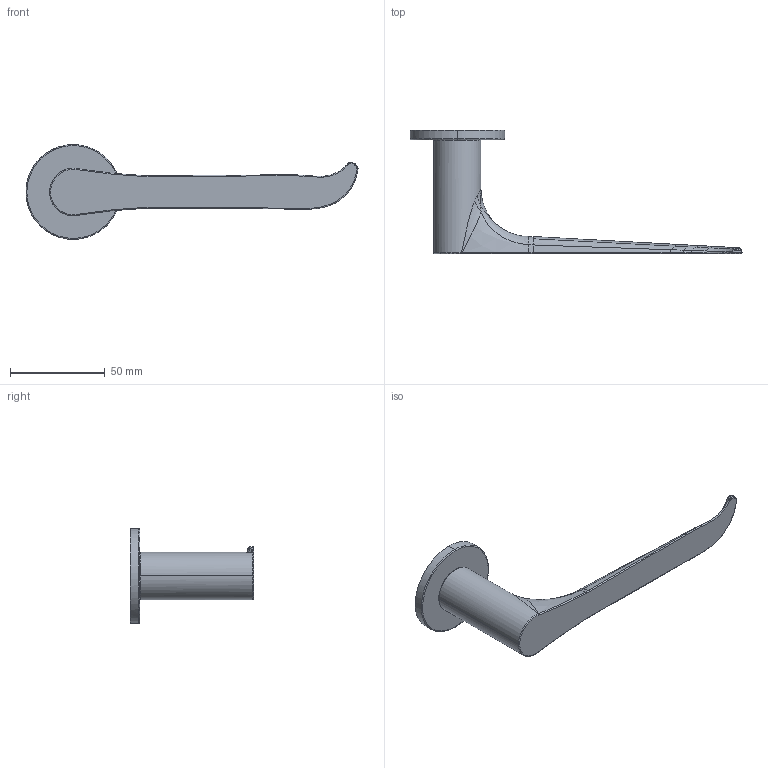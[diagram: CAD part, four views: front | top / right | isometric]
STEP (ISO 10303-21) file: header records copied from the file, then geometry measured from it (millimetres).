
FILE_DESCRIPTION(/* description */ (''),/* implementation_level */ '2;1');
FILE_NAME(/* name */ '228651200_9506616',/* time_stamp */ '2024-07-25T11:19:57+10:00',/* author */ (''),/* organization */ (''),/* preprocessor_version */ 'ST-DEVELOPER v16.5',/* originating_system */ 'Rhino 7.23',/* authorisation */ '');
FILE_SCHEMA (('AUTOMOTIVE_DESIGN'));
Length unit declared in the file: millimetre
Products named in the file (4): Document; 228651200_ASM; 228651200; 601-1
Assembly tree (3 placements, depth 3):
  Document
    228651200_ASM
      228651200
      601-1
Bounding box: 175.22 x 65 x 50 mm (x, y, z)
Volume: 42810.9 mm3; surface area: 18966 mm2
Topology: 2 solids, 2 shells, 121 faces, 257 edges, 141 vertices
Faces by surface type: bspline 109, cylinder 7, plane 5
Entity records: 6745 total; most frequent: CARTESIAN_POINT 5073, ORIENTED_EDGE 514, EDGE_CURVE 257, B_SPLINE_CURVE_WITH_KNOTS 196, VERTEX_POINT 141, EDGE_LOOP 122, ADVANCED_FACE 121, FACE_OUTER_BOUND 121
